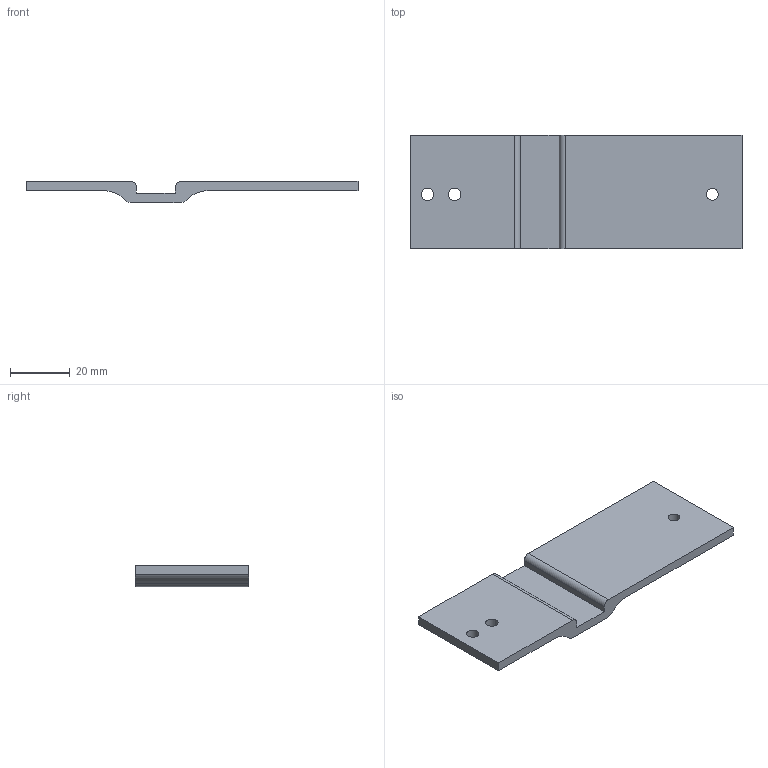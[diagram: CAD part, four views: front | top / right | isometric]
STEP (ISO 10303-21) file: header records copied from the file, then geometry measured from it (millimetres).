
FILE_DESCRIPTION(/* description */ (''),/* implementation_level */ '2;1');
FILE_NAME(/* name */ '',/* time_stamp */ '2025-11-25T18:55:04+03:00',/* author */ ('Phantom'),/* organization */ (''),/* preprocessor_version */ 'ST-DEVELOPER v20.1',/* originating_system */ 'Autodesk Inventor 2026',/* authorisation */ '');
FILE_SCHEMA (('AUTOMOTIVE_DESIGN { 1 0 10303 214 3 1 1 }'));
Length unit declared in the file: millimetre
Products named in the file (1): 16950 1часть
Bounding box: 111.42 x 38 x 7.2 mm (x, y, z)
Volume: 14978.2 mm3; surface area: 9875.7 mm2
Topology: 1 solids, 1 shells, 21 faces, 59 edges, 42 vertices
Faces by surface type: plane 12, cylinder 9
Full cylindrical faces by diameter (mm): 4 x1, 4.2 x2
Entity records: 756 total; most frequent: DIRECTION 123, CARTESIAN_POINT 121, ORIENTED_EDGE 114, EDGE_CURVE 57, AXIS2_PLACEMENT_3D 42, LINE 39, VECTOR 39, VERTEX_POINT 38
